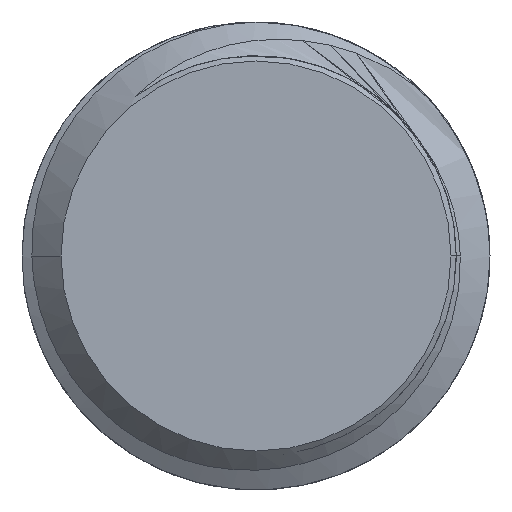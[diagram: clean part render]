
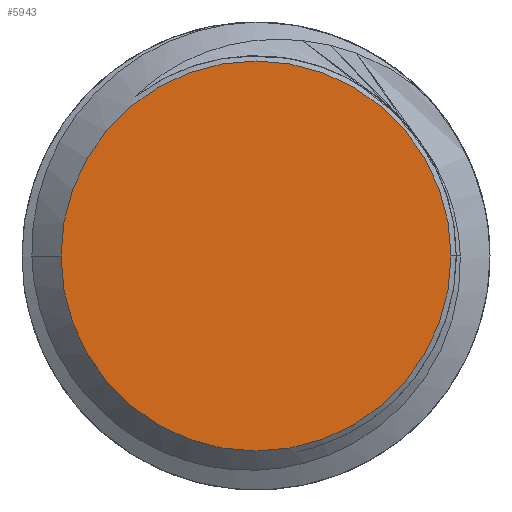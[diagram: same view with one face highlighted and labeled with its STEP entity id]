
A CAD part, left-side view. The second image highlights one B-rep face of the part: STEP entity #5943.
In plain terms, the highlighted planar face has unit normal (-1, 0, 0).
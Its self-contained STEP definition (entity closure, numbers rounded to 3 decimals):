
#278 = AXIS2_PLACEMENT_3D ( 'NONE', #8850, #1024, #4703 ) ;
#1024 = DIRECTION ( 'NONE',  ( -1., 0., 0. ) ) ;
#1457 = ORIENTED_EDGE ( 'NONE', *, *, #4972, .T. ) ;
#1920 = DIRECTION ( 'NONE',  ( 0., 1., 0. ) ) ;
#1970 = ORIENTED_EDGE ( 'NONE', *, *, #9105, .T. ) ;
#3348 = DIRECTION ( 'NONE',  ( 0., -1., 0. ) ) ;
#3564 = VERTEX_POINT ( 'NONE', #6613 ) ;
#4445 = DIRECTION ( 'NONE',  ( 1., 0., 0. ) ) ;
#4611 = CARTESIAN_POINT ( 'NONE',  ( -32.5, 0., 0. ) ) ;
#4703 = DIRECTION ( 'NONE',  ( 0., -1., 0. ) ) ;
#4972 = EDGE_CURVE ( 'NONE', #10785, #3564, #9128, .T. ) ;
#5943 = ADVANCED_FACE ( 'NONE', ( #7237 ), #10873, .F. ) ;
#6613 = CARTESIAN_POINT ( 'NONE',  ( -32.5, -2.5, 0. ) ) ;
#6691 = AXIS2_PLACEMENT_3D ( 'NONE', #4611, #9773, #3348 ) ;
#6716 = AXIS2_PLACEMENT_3D ( 'NONE', #7154, #4445, #1920 ) ;
#7154 = CARTESIAN_POINT ( 'NONE',  ( -32.5, 0., 0. ) ) ;
#7237 = FACE_OUTER_BOUND ( 'NONE', #12343, .T. ) ;
#7346 = CARTESIAN_POINT ( 'NONE',  ( -32.5, 2.5, 0. ) ) ;
#8041 = CIRCLE ( 'NONE', #6691, 2.5 ) ;
#8850 = CARTESIAN_POINT ( 'NONE',  ( -32.5, 0., 0. ) ) ;
#9105 = EDGE_CURVE ( 'NONE', #3564, #10785, #8041, .T. ) ;
#9128 = CIRCLE ( 'NONE', #278, 2.5 ) ;
#9773 = DIRECTION ( 'NONE',  ( -1., 0., 0. ) ) ;
#10785 = VERTEX_POINT ( 'NONE', #7346 ) ;
#10873 = PLANE ( 'NONE',  #6716 ) ;
#12343 = EDGE_LOOP ( 'NONE', ( #1457, #1970 ) ) ;
